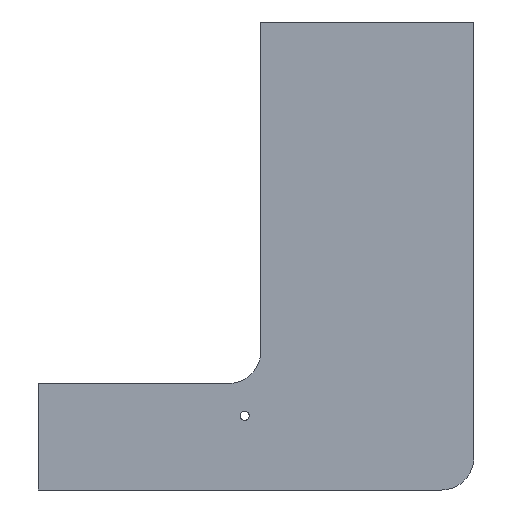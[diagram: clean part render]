
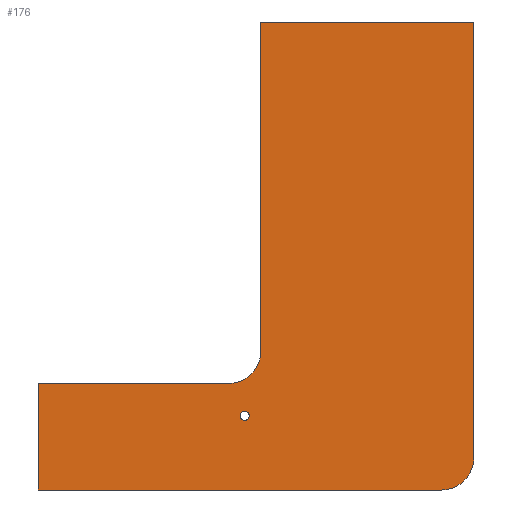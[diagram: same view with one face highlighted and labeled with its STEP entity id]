
A CAD part, front view. The second image highlights one B-rep face of the part: STEP entity #176.
In plain terms, the highlighted planar face has unit normal (0, -1, 0).
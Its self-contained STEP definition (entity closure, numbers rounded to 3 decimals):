
#7 = CARTESIAN_POINT ( 'NONE',  ( 69., 0., 145. ) ) ;
#12 = DIRECTION ( 'NONE',  ( 0., 0., -1. ) ) ;
#30 = ORIENTED_EDGE ( 'NONE', *, *, #349, .T. ) ;
#33 = EDGE_LOOP ( 'NONE', ( #347, #162 ) ) ;
#46 = CIRCLE ( 'NONE', #169, 10. ) ;
#49 = VERTEX_POINT ( 'NONE', #315 ) ;
#55 = ORIENTED_EDGE ( 'NONE', *, *, #145, .T. ) ;
#60 = DIRECTION ( 'NONE',  ( 0., -1., 0. ) ) ;
#61 = ORIENTED_EDGE ( 'NONE', *, *, #100, .F. ) ;
#68 = LINE ( 'NONE', #408, #89 ) ;
#77 = EDGE_LOOP ( 'NONE', ( #534, #55, #359, #61, #558, #30, #256, #393 ) ) ;
#86 = VERTEX_POINT ( 'NONE', #207 ) ;
#89 = VECTOR ( 'NONE', #415, 1000. ) ;
#94 = VECTOR ( 'NONE', #546, 1000. ) ;
#100 = EDGE_CURVE ( 'NONE', #170, #304, #420, .T. ) ;
#102 = FACE_BOUND ( 'NONE', #33, .T. ) ;
#115 = CARTESIAN_POINT ( 'NONE',  ( 125., 0., 10. ) ) ;
#124 = CARTESIAN_POINT ( 'NONE',  ( 0., 0., 0. ) ) ;
#125 = EDGE_CURVE ( 'NONE', #452, #346, #447, .T. ) ;
#135 = AXIS2_PLACEMENT_3D ( 'NONE', #510, #282, #285 ) ;
#137 = EDGE_CURVE ( 'NONE', #458, #86, #68, .T. ) ;
#145 = EDGE_CURVE ( 'NONE', #231, #146, #46, .T. ) ;
#146 = VERTEX_POINT ( 'NONE', #328 ) ;
#148 = DIRECTION ( 'NONE',  ( 0., -1., 0. ) ) ;
#149 = CARTESIAN_POINT ( 'NONE',  ( 59., 0., 43. ) ) ;
#155 = CARTESIAN_POINT ( 'NONE',  ( 0., 0., 0. ) ) ;
#162 = ORIENTED_EDGE ( 'NONE', *, *, #433, .F. ) ;
#169 = AXIS2_PLACEMENT_3D ( 'NONE', #115, #148, #296 ) ;
#170 = VERTEX_POINT ( 'NONE', #7 ) ;
#172 = LINE ( 'NONE', #124, #286 ) ;
#176 = ADVANCED_FACE ( 'NONE', ( #102, #548 ), #323, .F. ) ;
#182 = EDGE_CURVE ( 'NONE', #304, #146, #290, .T. ) ;
#183 = DIRECTION ( 'NONE',  ( 0., 0., 1. ) ) ;
#193 = VERTEX_POINT ( 'NONE', #506 ) ;
#207 = CARTESIAN_POINT ( 'NONE',  ( 59., 0., 33. ) ) ;
#221 = AXIS2_PLACEMENT_3D ( 'NONE', #235, #60, #240 ) ;
#225 = AXIS2_PLACEMENT_3D ( 'NONE', #149, #417, #183 ) ;
#231 = VERTEX_POINT ( 'NONE', #293 ) ;
#233 = DIRECTION ( 'NONE',  ( 0., 0., 1. ) ) ;
#235 = CARTESIAN_POINT ( 'NONE',  ( 64., 0., 23. ) ) ;
#240 = DIRECTION ( 'NONE',  ( 0., 0., 1. ) ) ;
#247 = DIRECTION ( 'NONE',  ( 0., -1., 0. ) ) ;
#256 = ORIENTED_EDGE ( 'NONE', *, *, #137, .F. ) ;
#259 = EDGE_CURVE ( 'NONE', #49, #458, #172, .T. ) ;
#275 = CARTESIAN_POINT ( 'NONE',  ( 64., 0., 21.6 ) ) ;
#279 = LINE ( 'NONE', #454, #427 ) ;
#282 = DIRECTION ( 'NONE',  ( 0., 1., 0. ) ) ;
#285 = DIRECTION ( 'NONE',  ( 0., 0., 1. ) ) ;
#286 = VECTOR ( 'NONE', #528, 1000. ) ;
#290 = LINE ( 'NONE', #460, #298 ) ;
#293 = CARTESIAN_POINT ( 'NONE',  ( 125., 0., 0. ) ) ;
#296 = DIRECTION ( 'NONE',  ( 0., 0., 1. ) ) ;
#298 = VECTOR ( 'NONE', #12, 1000. ) ;
#304 = VERTEX_POINT ( 'NONE', #354 ) ;
#315 = CARTESIAN_POINT ( 'NONE',  ( 0., 0., 0. ) ) ;
#319 = AXIS2_PLACEMENT_3D ( 'NONE', #467, #247, #233 ) ;
#323 = PLANE ( 'NONE',  #135 ) ;
#328 = CARTESIAN_POINT ( 'NONE',  ( 135., 0., 10. ) ) ;
#346 = VERTEX_POINT ( 'NONE', #275 ) ;
#347 = ORIENTED_EDGE ( 'NONE', *, *, #125, .F. ) ;
#349 = EDGE_CURVE ( 'NONE', #193, #86, #571, .T. ) ;
#354 = CARTESIAN_POINT ( 'NONE',  ( 135., 0., 145. ) ) ;
#359 = ORIENTED_EDGE ( 'NONE', *, *, #182, .F. ) ;
#365 = CIRCLE ( 'NONE', #221, 1.4 ) ;
#372 = DIRECTION ( 'NONE',  ( 0., 0., 1. ) ) ;
#373 = EDGE_CURVE ( 'NONE', #231, #49, #540, .T. ) ;
#384 = EDGE_CURVE ( 'NONE', #193, #170, #279, .T. ) ;
#393 = ORIENTED_EDGE ( 'NONE', *, *, #259, .F. ) ;
#399 = VECTOR ( 'NONE', #564, 1000. ) ;
#401 = CARTESIAN_POINT ( 'NONE',  ( 64., 0., 24.4 ) ) ;
#408 = CARTESIAN_POINT ( 'NONE',  ( 0., 0., 33. ) ) ;
#415 = DIRECTION ( 'NONE',  ( 1., 0., 0. ) ) ;
#417 = DIRECTION ( 'NONE',  ( 0., 1., 0. ) ) ;
#420 = LINE ( 'NONE', #469, #399 ) ;
#427 = VECTOR ( 'NONE', #372, 1000. ) ;
#433 = EDGE_CURVE ( 'NONE', #346, #452, #365, .T. ) ;
#447 = CIRCLE ( 'NONE', #319, 1.4 ) ;
#452 = VERTEX_POINT ( 'NONE', #401 ) ;
#454 = CARTESIAN_POINT ( 'NONE',  ( 69., 0., 33. ) ) ;
#458 = VERTEX_POINT ( 'NONE', #511 ) ;
#460 = CARTESIAN_POINT ( 'NONE',  ( 135., 0., 0. ) ) ;
#467 = CARTESIAN_POINT ( 'NONE',  ( 64., 0., 23. ) ) ;
#469 = CARTESIAN_POINT ( 'NONE',  ( 0., 0., 145. ) ) ;
#506 = CARTESIAN_POINT ( 'NONE',  ( 69., 0., 43. ) ) ;
#510 = CARTESIAN_POINT ( 'NONE',  ( 0., 0., 0. ) ) ;
#511 = CARTESIAN_POINT ( 'NONE',  ( 0., 0., 33. ) ) ;
#528 = DIRECTION ( 'NONE',  ( 0., 0., 1. ) ) ;
#534 = ORIENTED_EDGE ( 'NONE', *, *, #373, .F. ) ;
#540 = LINE ( 'NONE', #155, #94 ) ;
#546 = DIRECTION ( 'NONE',  ( -1., 0., 0. ) ) ;
#548 = FACE_OUTER_BOUND ( 'NONE', #77, .T. ) ;
#558 = ORIENTED_EDGE ( 'NONE', *, *, #384, .F. ) ;
#564 = DIRECTION ( 'NONE',  ( 1., 0., 0. ) ) ;
#571 = CIRCLE ( 'NONE', #225, 10. ) ;
